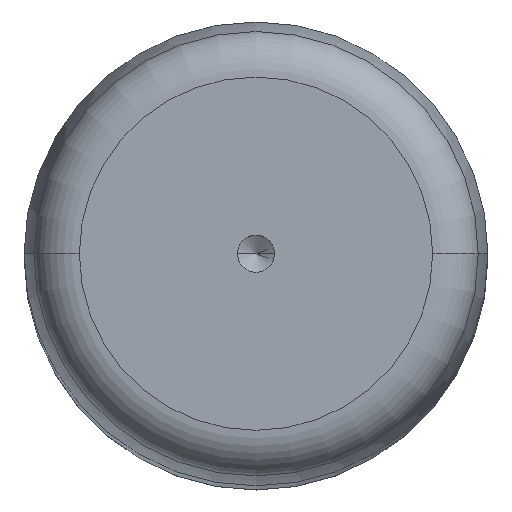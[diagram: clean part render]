
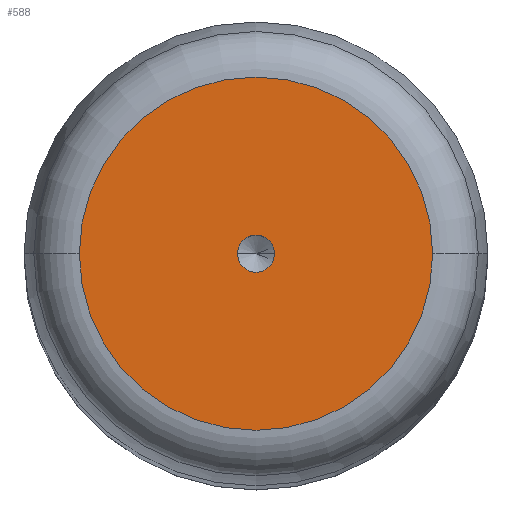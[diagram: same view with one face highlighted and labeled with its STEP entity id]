
A CAD part, top view. The second image highlights one B-rep face of the part: STEP entity #588.
In plain terms, the highlighted planar face has unit normal (0, 0, 1).
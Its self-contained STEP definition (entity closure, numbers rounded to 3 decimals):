
#5 = EDGE_LOOP ( 'NONE', ( #673, #408 ) ) ;
#22 = CARTESIAN_POINT ( 'NONE',  ( 0., 0., 140. ) ) ;
#24 = VERTEX_POINT ( 'NONE', #558 ) ;
#51 = EDGE_CURVE ( 'NONE', #351, #615, #199, .T. ) ;
#58 = DIRECTION ( 'NONE',  ( 1., 0., 0. ) ) ;
#78 = CIRCLE ( 'NONE', #194, 9.521 ) ;
#105 = CIRCLE ( 'NONE', #660, 9.521 ) ;
#136 = DIRECTION ( 'NONE',  ( 1., 0., 0. ) ) ;
#150 = EDGE_CURVE ( 'NONE', #615, #351, #406, .T. ) ;
#157 = FACE_BOUND ( 'NONE', #498, .T. ) ;
#176 = CARTESIAN_POINT ( 'NONE',  ( -1., 0., 140. ) ) ;
#194 = AXIS2_PLACEMENT_3D ( 'NONE', #22, #398, #136 ) ;
#199 = CIRCLE ( 'NONE', #494, 1. ) ;
#217 = DIRECTION ( 'NONE',  ( 0., 0., 1. ) ) ;
#218 = AXIS2_PLACEMENT_3D ( 'NONE', #473, #217, #58 ) ;
#247 = VERTEX_POINT ( 'NONE', #254 ) ;
#254 = CARTESIAN_POINT ( 'NONE',  ( -9.521, 0., 140. ) ) ;
#255 = CARTESIAN_POINT ( 'NONE',  ( 0., 0., 140. ) ) ;
#313 = DIRECTION ( 'NONE',  ( 1., 0., 0. ) ) ;
#345 = CARTESIAN_POINT ( 'NONE',  ( 0., 0., 140. ) ) ;
#351 = VERTEX_POINT ( 'NONE', #176 ) ;
#380 = DIRECTION ( 'NONE',  ( 1., 0., 0. ) ) ;
#393 = EDGE_CURVE ( 'NONE', #24, #247, #105, .T. ) ;
#398 = DIRECTION ( 'NONE',  ( 0., 0., 1. ) ) ;
#406 = CIRCLE ( 'NONE', #218, 1. ) ;
#408 = ORIENTED_EDGE ( 'NONE', *, *, #524, .T. ) ;
#427 = AXIS2_PLACEMENT_3D ( 'NONE', #345, #512, #559 ) ;
#473 = CARTESIAN_POINT ( 'NONE',  ( 0., 0., 140. ) ) ;
#494 = AXIS2_PLACEMENT_3D ( 'NONE', #255, #631, #313 ) ;
#498 = EDGE_LOOP ( 'NONE', ( #546, #531 ) ) ;
#510 = CARTESIAN_POINT ( 'NONE',  ( 1., 0., 140. ) ) ;
#512 = DIRECTION ( 'NONE',  ( 0., 0., 1. ) ) ;
#524 = EDGE_CURVE ( 'NONE', #247, #24, #78, .T. ) ;
#531 = ORIENTED_EDGE ( 'NONE', *, *, #51, .F. ) ;
#546 = ORIENTED_EDGE ( 'NONE', *, *, #150, .F. ) ;
#551 = FACE_OUTER_BOUND ( 'NONE', #5, .T. ) ;
#558 = CARTESIAN_POINT ( 'NONE',  ( 9.521, 0., 140. ) ) ;
#559 = DIRECTION ( 'NONE',  ( 1., 0., 0. ) ) ;
#588 = ADVANCED_FACE ( 'NONE', ( #157, #551 ), #612, .T. ) ;
#612 = PLANE ( 'NONE',  #427 ) ;
#615 = VERTEX_POINT ( 'NONE', #510 ) ;
#631 = DIRECTION ( 'NONE',  ( 0., 0., 1. ) ) ;
#641 = DIRECTION ( 'NONE',  ( 0., 0., 1. ) ) ;
#644 = CARTESIAN_POINT ( 'NONE',  ( 0., 0., 140. ) ) ;
#660 = AXIS2_PLACEMENT_3D ( 'NONE', #644, #641, #380 ) ;
#673 = ORIENTED_EDGE ( 'NONE', *, *, #393, .T. ) ;
